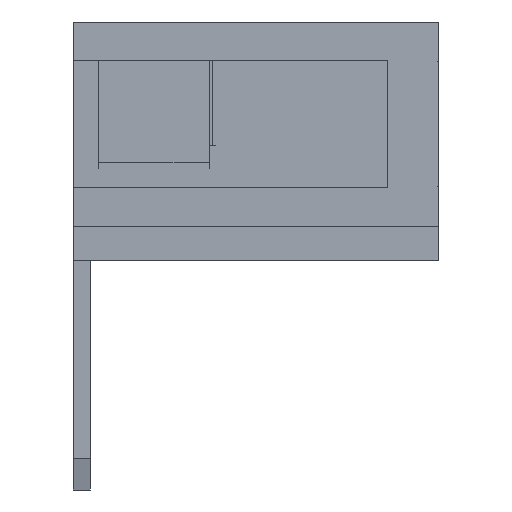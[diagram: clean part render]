
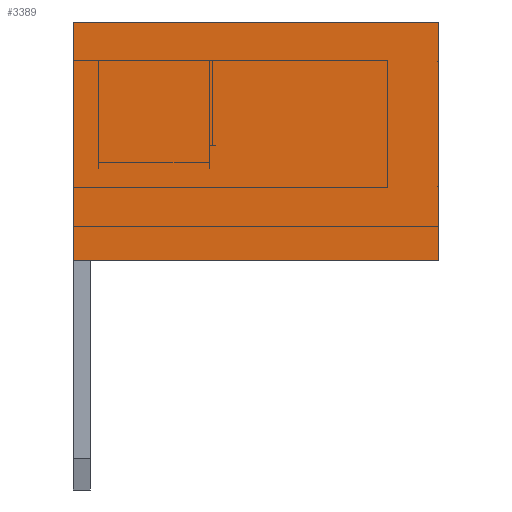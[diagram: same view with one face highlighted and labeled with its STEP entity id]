
A CAD part, left-side view. The second image highlights one B-rep face of the part: STEP entity #3389.
In plain terms, the highlighted planar face has unit normal (-1, 0, 0).
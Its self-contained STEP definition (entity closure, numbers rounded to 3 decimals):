
#3389=ADVANCED_FACE('',(#24289),#24291,.T.);
#24289=FACE_BOUND('',#24290,.T.);
#24290=EDGE_LOOP('',(#41015,#41016,#41017,#41018));
#24291=PLANE('',#24292);
#24292=AXIS2_PLACEMENT_3D('',#24293,#24294,#24295);
#24293=CARTESIAN_POINT('',(-1.,-4.2,0.));
#24294=DIRECTION('',(-1.,0.,0.));
#24295=DIRECTION('',(0.,0.,1.));
#41015=ORIENTED_EDGE('',*,*,#52569,.T.);
#41016=ORIENTED_EDGE('',*,*,#53176,.T.);
#41017=ORIENTED_EDGE('',*,*,#52250,.F.);
#41018=ORIENTED_EDGE('',*,*,#53175,.F.);
#52250=EDGE_CURVE('',#59322,#59324,#59325,.T.);
#52569=EDGE_CURVE('',#59772,#59773,#59774,.T.);
#53175=EDGE_CURVE('',#59772,#59322,#60781,.T.);
#53176=EDGE_CURVE('',#59773,#59324,#60782,.T.);
#59322=VERTEX_POINT('',#71160);
#59324=VERTEX_POINT('',#71164);
#59325=LINE('',#71165,#71166);
#59772=VERTEX_POINT('',#72250);
#59773=VERTEX_POINT('',#72251);
#59774=LINE('',#72252,#72253);
#60781=LINE('',#74471,#74472);
#60782=LINE('',#74474,#74475);
#71160=CARTESIAN_POINT('',(-1.,0.1,0.));
#71164=CARTESIAN_POINT('',(-1.,0.1,2.8));
#71165=CARTESIAN_POINT('',(-1.,0.1,0.));
#71166=VECTOR('',#71167,1.);
#71167=DIRECTION('',(0.,0.,1.));
#72250=CARTESIAN_POINT('',(-1.,-4.2,0.));
#72251=CARTESIAN_POINT('',(-1.,-4.2,2.8));
#72252=CARTESIAN_POINT('',(-1.,-4.2,0.));
#72253=VECTOR('',#72254,1.);
#72254=DIRECTION('',(0.,0.,1.));
#74471=CARTESIAN_POINT('',(-1.,-4.2,0.));
#74472=VECTOR('',#74473,1.);
#74473=DIRECTION('',(0.,1.,0.));
#74474=CARTESIAN_POINT('',(-1.,-4.2,2.8));
#74475=VECTOR('',#74476,1.);
#74476=DIRECTION('',(0.,1.,0.));
